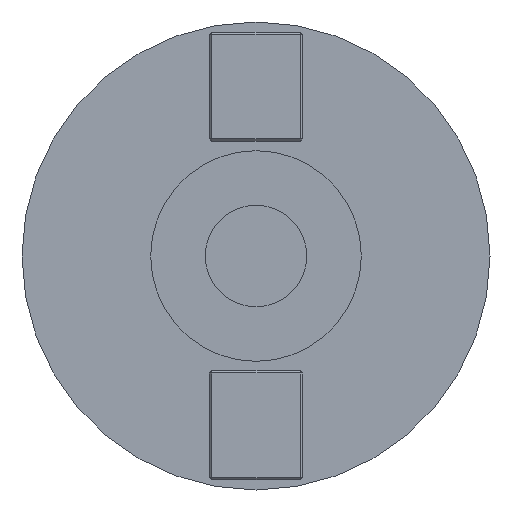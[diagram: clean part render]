
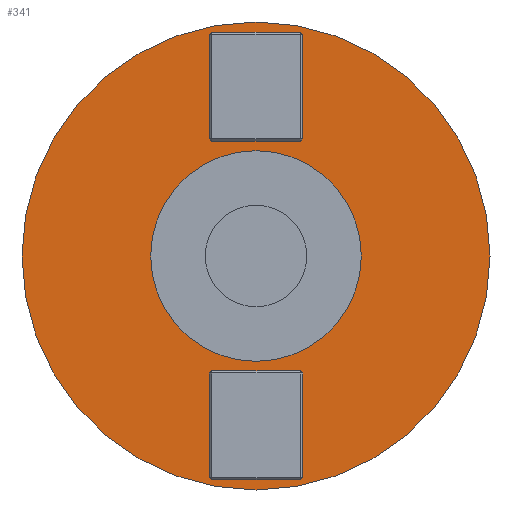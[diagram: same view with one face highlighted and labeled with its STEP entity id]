
A CAD part, left-side view. The second image highlights one B-rep face of the part: STEP entity #341.
In plain terms, the highlighted planar face has unit normal (-1, 0, 0).
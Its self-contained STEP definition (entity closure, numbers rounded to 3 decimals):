
#75=LINE('',#1689,#171);
#76=LINE('',#1692,#172);
#77=LINE('',#1694,#173);
#78=LINE('',#1696,#174);
#79=LINE('',#1698,#175);
#80=LINE('',#1700,#176);
#81=LINE('',#1702,#177);
#82=LINE('',#1704,#178);
#83=LINE('',#1705,#179);
#84=LINE('',#1708,#180);
#85=LINE('',#1710,#181);
#86=LINE('',#1712,#182);
#87=LINE('',#1714,#183);
#88=LINE('',#1716,#184);
#89=LINE('',#1718,#185);
#90=LINE('',#1720,#186);
#171=VECTOR('',#1322,1.);
#172=VECTOR('',#1323,1.);
#173=VECTOR('',#1324,1.);
#174=VECTOR('',#1325,1.);
#175=VECTOR('',#1326,1.);
#176=VECTOR('',#1327,1.);
#177=VECTOR('',#1328,1.);
#178=VECTOR('',#1329,1.);
#179=VECTOR('',#1330,1.);
#180=VECTOR('',#1331,1.);
#181=VECTOR('',#1332,1.);
#182=VECTOR('',#1333,1.);
#183=VECTOR('',#1334,1.);
#184=VECTOR('',#1335,1.);
#185=VECTOR('',#1336,1.);
#186=VECTOR('',#1337,1.);
#292=FACE_BOUND('',#532,.T.);
#293=FACE_BOUND('',#533,.T.);
#294=FACE_BOUND('',#534,.T.);
#295=FACE_BOUND('',#535,.T.);
#341=ADVANCED_FACE('',(#292,#293,#294,#295),#420,.F.);
#420=PLANE('',#1211);
#532=EDGE_LOOP('',(#638,#639,#640,#641,#642,#643,#644,#645));
#533=EDGE_LOOP('',(#646,#647,#648,#649,#650,#651,#652,#653));
#534=EDGE_LOOP('',(#654));
#535=EDGE_LOOP('',(#655));
#638=ORIENTED_EDGE('',*,*,#1030,.T.);
#639=ORIENTED_EDGE('',*,*,#1031,.T.);
#640=ORIENTED_EDGE('',*,*,#1032,.T.);
#641=ORIENTED_EDGE('',*,*,#1033,.T.);
#642=ORIENTED_EDGE('',*,*,#1034,.T.);
#643=ORIENTED_EDGE('',*,*,#1035,.T.);
#644=ORIENTED_EDGE('',*,*,#1036,.T.);
#645=ORIENTED_EDGE('',*,*,#1037,.T.);
#646=ORIENTED_EDGE('',*,*,#1038,.T.);
#647=ORIENTED_EDGE('',*,*,#1039,.T.);
#648=ORIENTED_EDGE('',*,*,#1040,.T.);
#649=ORIENTED_EDGE('',*,*,#1041,.T.);
#650=ORIENTED_EDGE('',*,*,#1042,.T.);
#651=ORIENTED_EDGE('',*,*,#1043,.T.);
#652=ORIENTED_EDGE('',*,*,#1044,.T.);
#653=ORIENTED_EDGE('',*,*,#1045,.T.);
#654=ORIENTED_EDGE('',*,*,#1046,.F.);
#655=ORIENTED_EDGE('',*,*,#1047,.T.);
#932=VERTEX_POINT('',#1690);
#933=VERTEX_POINT('',#1691);
#934=VERTEX_POINT('',#1693);
#935=VERTEX_POINT('',#1695);
#936=VERTEX_POINT('',#1697);
#937=VERTEX_POINT('',#1699);
#938=VERTEX_POINT('',#1701);
#939=VERTEX_POINT('',#1703);
#940=VERTEX_POINT('',#1706);
#941=VERTEX_POINT('',#1707);
#942=VERTEX_POINT('',#1709);
#943=VERTEX_POINT('',#1711);
#944=VERTEX_POINT('',#1713);
#945=VERTEX_POINT('',#1715);
#946=VERTEX_POINT('',#1717);
#947=VERTEX_POINT('',#1719);
#948=VERTEX_POINT('',#1722);
#949=VERTEX_POINT('',#1724);
#1030=EDGE_CURVE('',#932,#933,#75,.T.);
#1031=EDGE_CURVE('',#933,#934,#76,.T.);
#1032=EDGE_CURVE('',#934,#935,#77,.T.);
#1033=EDGE_CURVE('',#935,#936,#78,.T.);
#1034=EDGE_CURVE('',#936,#937,#79,.T.);
#1035=EDGE_CURVE('',#937,#938,#80,.T.);
#1036=EDGE_CURVE('',#938,#939,#81,.T.);
#1037=EDGE_CURVE('',#939,#932,#82,.T.);
#1038=EDGE_CURVE('',#940,#941,#83,.T.);
#1039=EDGE_CURVE('',#941,#942,#84,.T.);
#1040=EDGE_CURVE('',#942,#943,#85,.T.);
#1041=EDGE_CURVE('',#943,#944,#86,.T.);
#1042=EDGE_CURVE('',#944,#945,#87,.T.);
#1043=EDGE_CURVE('',#945,#946,#88,.T.);
#1044=EDGE_CURVE('',#946,#947,#89,.T.);
#1045=EDGE_CURVE('',#947,#940,#90,.T.);
#1046=EDGE_CURVE('',#948,#948,#1176,.T.);
#1047=EDGE_CURVE('',#949,#949,#1177,.T.);
#1176=CIRCLE('',#1209,13.5);
#1177=CIRCLE('',#1210,30.);
#1209=AXIS2_PLACEMENT_3D('',#1721,#1338,#1339);
#1210=AXIS2_PLACEMENT_3D('',#1723,#1340,#1341);
#1211=AXIS2_PLACEMENT_3D('',#1725,#1342,#1343);
#1322=DIRECTION('',(0.,0.,-1.));
#1323=DIRECTION('',(0.,0.707,-0.707));
#1324=DIRECTION('',(0.,1.,0.));
#1325=DIRECTION('',(0.,0.707,0.707));
#1326=DIRECTION('',(0.,0.,1.));
#1327=DIRECTION('',(0.,-0.707,0.707));
#1328=DIRECTION('',(0.,-1.,0.));
#1329=DIRECTION('',(0.,-0.707,-0.707));
#1330=DIRECTION('',(0.,0.,1.));
#1331=DIRECTION('',(0.,-0.707,0.707));
#1332=DIRECTION('',(0.,-1.,0.));
#1333=DIRECTION('',(0.,-0.707,-0.707));
#1334=DIRECTION('',(0.,0.,-1.));
#1335=DIRECTION('',(0.,0.707,-0.707));
#1336=DIRECTION('',(0.,1.,0.));
#1337=DIRECTION('',(0.,0.707,0.707));
#1338=DIRECTION('',(-1.,0.,0.));
#1339=DIRECTION('',(0.,0.,-1.));
#1340=DIRECTION('',(-1.,0.,0.));
#1341=DIRECTION('',(0.,0.,-1.));
#1342=DIRECTION('',(1.,0.,0.));
#1343=DIRECTION('',(0.,0.,-1.));
#1689=CARTESIAN_POINT('',(21.5,-6.,0.));
#1690=CARTESIAN_POINT('',(21.5,-6.,-15.));
#1691=CARTESIAN_POINT('',(21.5,-6.,-28.4));
#1692=CARTESIAN_POINT('',(21.5,-9.563,-24.837));
#1693=CARTESIAN_POINT('',(21.5,-5.7,-28.7));
#1694=CARTESIAN_POINT('',(21.5,15.275,-28.7));
#1695=CARTESIAN_POINT('',(21.5,5.7,-28.7));
#1696=CARTESIAN_POINT('',(21.5,24.837,-9.563));
#1697=CARTESIAN_POINT('',(21.5,6.,-28.4));
#1698=CARTESIAN_POINT('',(21.5,6.,0.));
#1699=CARTESIAN_POINT('',(21.5,6.,-15.));
#1700=CARTESIAN_POINT('',(21.5,3.137,-12.137));
#1701=CARTESIAN_POINT('',(21.5,5.7,-14.7));
#1702=CARTESIAN_POINT('',(21.5,15.275,-14.7));
#1703=CARTESIAN_POINT('',(21.5,-5.7,-14.7));
#1704=CARTESIAN_POINT('',(21.5,12.137,3.137));
#1705=CARTESIAN_POINT('',(21.5,6.,0.));
#1706=CARTESIAN_POINT('',(21.5,6.,15.));
#1707=CARTESIAN_POINT('',(21.5,6.,28.4));
#1708=CARTESIAN_POINT('',(21.5,24.837,9.563));
#1709=CARTESIAN_POINT('',(21.5,5.7,28.7));
#1710=CARTESIAN_POINT('',(21.5,15.275,28.7));
#1711=CARTESIAN_POINT('',(21.5,-5.7,28.7));
#1712=CARTESIAN_POINT('',(21.5,-9.563,24.837));
#1713=CARTESIAN_POINT('',(21.5,-6.,28.4));
#1714=CARTESIAN_POINT('',(21.5,-6.,0.));
#1715=CARTESIAN_POINT('',(21.5,-6.,15.));
#1716=CARTESIAN_POINT('',(21.5,12.137,-3.137));
#1717=CARTESIAN_POINT('',(21.5,-5.7,14.7));
#1718=CARTESIAN_POINT('',(21.5,15.275,14.7));
#1719=CARTESIAN_POINT('',(21.5,5.7,14.7));
#1720=CARTESIAN_POINT('',(21.5,3.137,12.137));
#1721=CARTESIAN_POINT('',(21.5,0.,0.));
#1722=CARTESIAN_POINT('',(21.5,0.,-13.5));
#1723=CARTESIAN_POINT('',(21.5,0.,0.));
#1724=CARTESIAN_POINT('',(21.5,0.,-30.));
#1725=CARTESIAN_POINT('',(21.5,15.275,0.));
